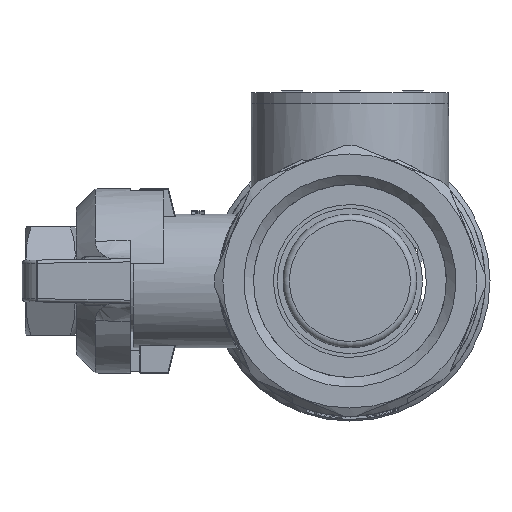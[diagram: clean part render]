
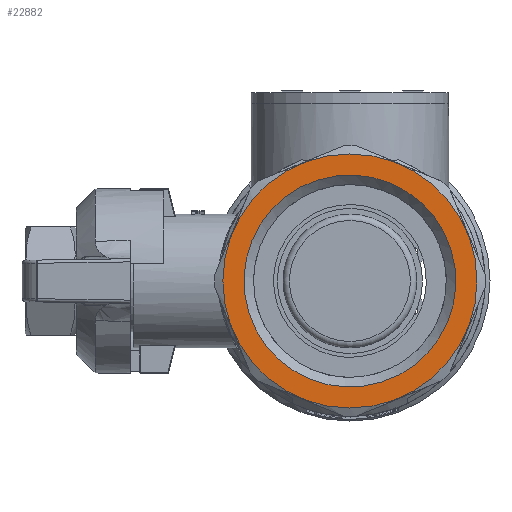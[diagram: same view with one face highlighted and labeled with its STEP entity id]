
A CAD part, left-side view. The second image highlights one B-rep face of the part: STEP entity #22882.
In plain terms, the highlighted face is planar.
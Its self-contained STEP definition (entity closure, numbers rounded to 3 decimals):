
#1830=PLANE('',#30113);
#2535=CIRCLE('',#30112,16.646);
#2536=CIRCLE('',#30114,19.951);
#6345=ORIENTED_EDGE('',*,*,#11403,.F.);
#6346=ORIENTED_EDGE('',*,*,#11402,.F.);
#11402=EDGE_CURVE('',#14237,#14237,#2535,.T.);
#11403=EDGE_CURVE('',#14238,#14238,#2536,.T.);
#14237=VERTEX_POINT('',#44907);
#14238=VERTEX_POINT('',#44910);
#20023=EDGE_LOOP('',(#6345));
#20024=EDGE_LOOP('',(#6346));
#21435=FACE_BOUND('',#20023,.T.);
#21436=FACE_BOUND('',#20024,.T.);
#22882=ADVANCED_FACE('',(#21435,#21436),#1830,.T.);
#30112=AXIS2_PLACEMENT_3D('',#44906,#35125,#35126);
#30113=AXIS2_PLACEMENT_3D('',#44908,#35127,#35128);
#30114=AXIS2_PLACEMENT_3D('',#44909,#35129,#35130);
#35125=DIRECTION('',(0.,0.,1.));
#35126=DIRECTION('',(0.383,0.924,0.));
#35127=DIRECTION('',(0.,0.,1.));
#35128=DIRECTION('',(1.,0.,0.));
#35129=DIRECTION('',(0.,0.,-1.));
#35130=DIRECTION('',(0.,1.,0.));
#44906=CARTESIAN_POINT('',(10.,0.,46.8));
#44907=CARTESIAN_POINT('',(16.37,15.378,46.8));
#44908=CARTESIAN_POINT('',(10.,0.,46.8));
#44909=CARTESIAN_POINT('',(10.,0.,46.8));
#44910=CARTESIAN_POINT('',(10.,19.951,46.8));
